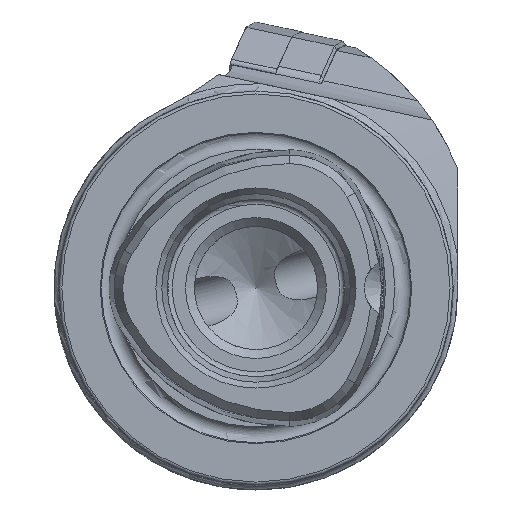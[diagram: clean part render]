
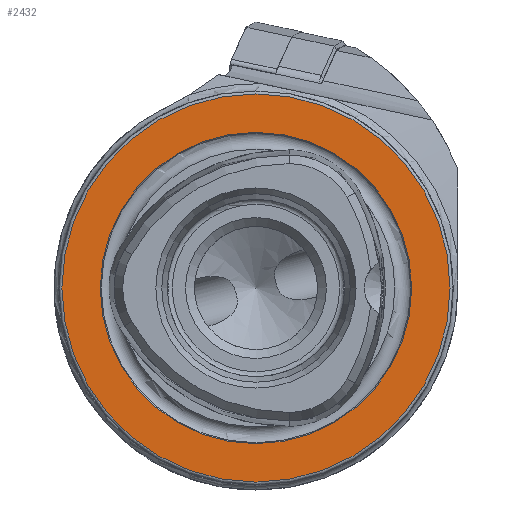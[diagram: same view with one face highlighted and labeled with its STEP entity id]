
A CAD part, left-side view. The second image highlights one B-rep face of the part: STEP entity #2432.
In plain terms, the highlighted planar face has unit normal (-1, 0, 0).
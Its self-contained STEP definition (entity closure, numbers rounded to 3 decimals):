
#207 = CARTESIAN_POINT ( 'NONE',  ( 0., 0., 0. ) ) ;
#413 = CIRCLE ( 'NONE', #3348, 15.8 ) ;
#1202 = DIRECTION ( 'NONE',  ( 0., 0., 1. ) ) ;
#2391 = AXIS2_PLACEMENT_3D ( 'NONE', #4655, #2706, #2746 ) ;
#2432 = ADVANCED_FACE ( 'NONE', ( #6178, #8643 ), #5539, .F. ) ;
#2706 = DIRECTION ( 'NONE',  ( 1., 0., 0. ) ) ;
#2746 = DIRECTION ( 'NONE',  ( 0., 0., -1. ) ) ;
#2934 = EDGE_CURVE ( 'NONE', #5838, #5838, #413, .T. ) ;
#3067 = CIRCLE ( 'NONE', #6106, 19.7 ) ;
#3348 = AXIS2_PLACEMENT_3D ( 'NONE', #9810, #11770, #6252 ) ;
#4655 = CARTESIAN_POINT ( 'NONE',  ( 0., 15.8, 0. ) ) ;
#4693 = EDGE_LOOP ( 'NONE', ( #7714 ) ) ;
#5539 = PLANE ( 'NONE',  #2391 ) ;
#5795 = DIRECTION ( 'NONE',  ( -1., 0., 0. ) ) ;
#5838 = VERTEX_POINT ( 'NONE', #11205 ) ;
#6106 = AXIS2_PLACEMENT_3D ( 'NONE', #207, #5795, #1202 ) ;
#6178 = FACE_BOUND ( 'NONE', #4693, .T. ) ;
#6252 = DIRECTION ( 'NONE',  ( 0., 0., 1. ) ) ;
#6495 = EDGE_CURVE ( 'NONE', #6843, #6843, #3067, .T. ) ;
#6843 = VERTEX_POINT ( 'NONE', #8485 ) ;
#7714 = ORIENTED_EDGE ( 'NONE', *, *, #2934, .F. ) ;
#8485 = CARTESIAN_POINT ( 'NONE',  ( 0., 0., 19.7 ) ) ;
#8643 = FACE_OUTER_BOUND ( 'NONE', #8920, .T. ) ;
#8920 = EDGE_LOOP ( 'NONE', ( #9403 ) ) ;
#9403 = ORIENTED_EDGE ( 'NONE', *, *, #6495, .T. ) ;
#9810 = CARTESIAN_POINT ( 'NONE',  ( 0., 0., 0. ) ) ;
#11205 = CARTESIAN_POINT ( 'NONE',  ( 0., 0., 15.8 ) ) ;
#11770 = DIRECTION ( 'NONE',  ( -1., 0., 0. ) ) ;
